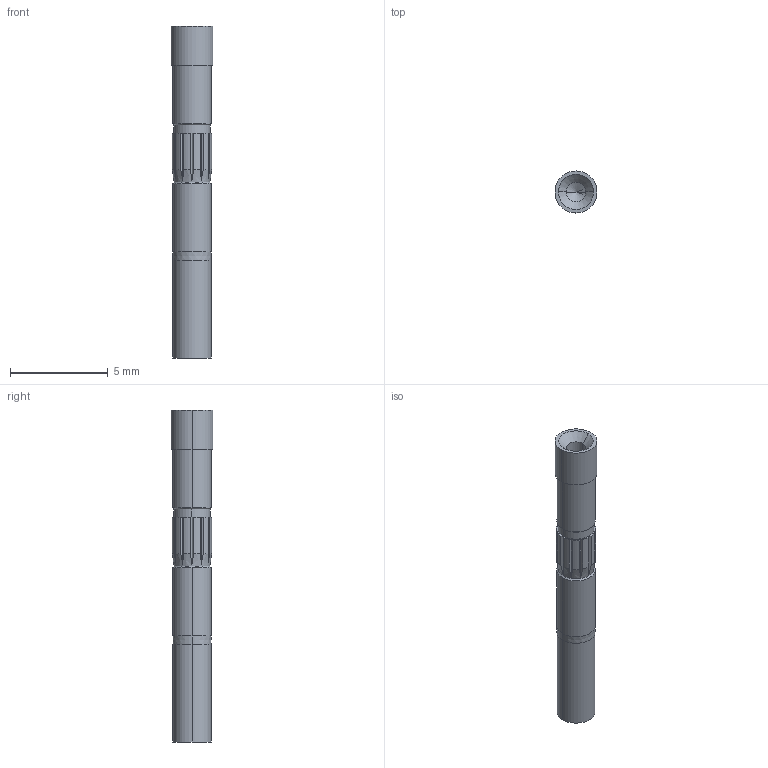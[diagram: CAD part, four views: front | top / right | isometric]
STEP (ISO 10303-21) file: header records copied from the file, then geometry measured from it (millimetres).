
FILE_DESCRIPTION (( 'STEP AP214' ), '1' );
FILE_NAME ('MOD-1007282-I-D17LA-2.STEP', '2023-04-17T14:44:20', ( '' ), ( '' ), 'SwSTEP 2.0', 'SolidWorks 2020', '' );
FILE_SCHEMA (( 'AUTOMOTIVE_DESIGN' ));
Length unit declared in the file: millimetre
Products named in the file (1): MOD-1007282-I-D17LA-2
Bounding box: 2.15 x 2.15 x 17 mm (x, y, z)
Volume: 47.9 mm3; surface area: 134.9 mm2
Topology: 1 solids, 1 shells, 81 faces, 186 edges, 106 vertices
Faces by surface type: plane 39, cylinder 26, cone 16
Entity records: 2274 total; most frequent: CARTESIAN_POINT 442, DIRECTION 390, ORIENTED_EDGE 364, EDGE_CURVE 182, AXIS2_PLACEMENT_3D 150, VERTEX_POINT 106, VECTOR 90, LINE 90
